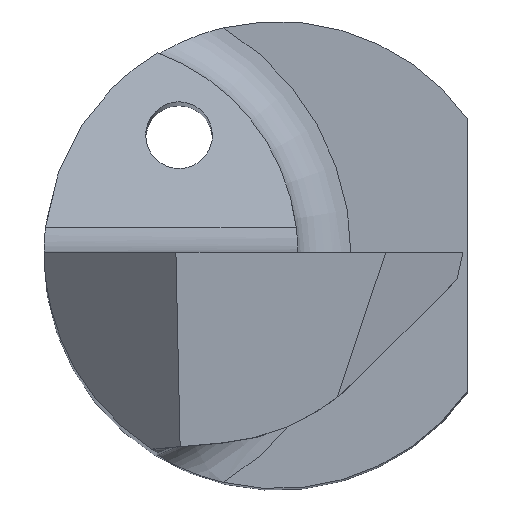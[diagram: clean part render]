
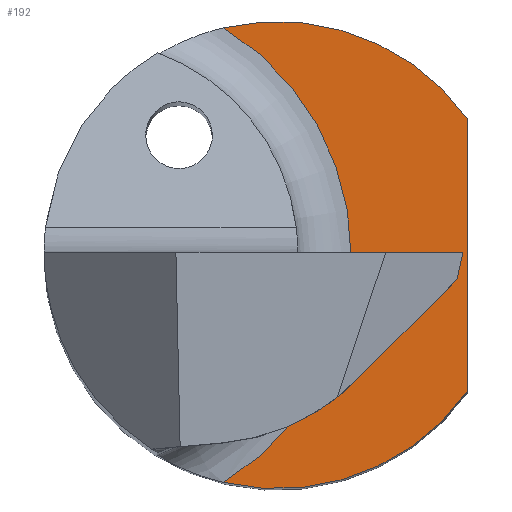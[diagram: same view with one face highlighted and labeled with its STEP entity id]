
A CAD part, top view. The second image highlights one B-rep face of the part: STEP entity #192.
In plain terms, the highlighted planar face has unit normal (0, 0, 1).
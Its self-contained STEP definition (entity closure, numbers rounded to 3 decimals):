
#14 = CARTESIAN_POINT ( 'NONE',  ( -2.891, 0., 14.75 ) ) ;
#32 = AXIS2_PLACEMENT_3D ( 'NONE', #108, #740, #896 ) ;
#35 = ORIENTED_EDGE ( 'NONE', *, *, #860, .T. ) ;
#52 = EDGE_CURVE ( 'NONE', #84, #663, #150, .T. ) ;
#79 = EDGE_CURVE ( 'NONE', #738, #902, #334, .T. ) ;
#84 = VERTEX_POINT ( 'NONE', #503 ) ;
#102 = ORIENTED_EDGE ( 'NONE', *, *, #52, .T. ) ;
#108 = CARTESIAN_POINT ( 'NONE',  ( 0., 0., 14.75 ) ) ;
#120 = FACE_OUTER_BOUND ( 'NONE', #666, .T. ) ;
#150 = LINE ( 'NONE', #351, #369 ) ;
#153 = CARTESIAN_POINT ( 'NONE',  ( -0.809, 3.405, 14.75 ) ) ;
#166 = CARTESIAN_POINT ( 'NONE',  ( 1.1, 0., 14.75 ) ) ;
#192 = ADVANCED_FACE ( 'NONE', ( #120 ), #335, .T. ) ;
#215 = AXIS2_PLACEMENT_3D ( 'NONE', #281, #289, #420 ) ;
#218 = DIRECTION ( 'NONE',  ( 1., 0., 0. ) ) ;
#227 = DIRECTION ( 'NONE',  ( 0., 0., -1. ) ) ;
#245 = ORIENTED_EDGE ( 'NONE', *, *, #845, .T. ) ;
#281 = CARTESIAN_POINT ( 'NONE',  ( 0., 0., 14.75 ) ) ;
#289 = DIRECTION ( 'NONE',  ( 0., 0., 1. ) ) ;
#311 = DIRECTION ( 'NONE',  ( 1., 0., 0. ) ) ;
#320 = VERTEX_POINT ( 'NONE', #346 ) ;
#330 = DIRECTION ( 'NONE',  ( 0., 0., 1. ) ) ;
#334 = CIRCLE ( 'NONE', #545, 3.991 ) ;
#335 = PLANE ( 'NONE',  #783 ) ;
#346 = CARTESIAN_POINT ( 'NONE',  ( -0.809, -3.405, 14.75 ) ) ;
#351 = CARTESIAN_POINT ( 'NONE',  ( 2.85, -0.5, 14.75 ) ) ;
#369 = VECTOR ( 'NONE', #431, 1000. ) ;
#389 = ORIENTED_EDGE ( 'NONE', *, *, #405, .T. ) ;
#405 = EDGE_CURVE ( 'NONE', #320, #84, #771, .T. ) ;
#420 = DIRECTION ( 'NONE',  ( 1., 0., 0. ) ) ;
#421 = CIRCLE ( 'NONE', #215, 3.5 ) ;
#431 = DIRECTION ( 'NONE',  ( 0., 1., 0. ) ) ;
#485 = CIRCLE ( 'NONE', #568, 3.991 ) ;
#503 = CARTESIAN_POINT ( 'NONE',  ( 2.85, -2.032, 14.75 ) ) ;
#545 = AXIS2_PLACEMENT_3D ( 'NONE', #14, #227, #218 ) ;
#568 = AXIS2_PLACEMENT_3D ( 'NONE', #787, #622, #697 ) ;
#599 = ORIENTED_EDGE ( 'NONE', *, *, #79, .T. ) ;
#617 = CARTESIAN_POINT ( 'NONE',  ( 2.85, 2.032, 14.75 ) ) ;
#622 = DIRECTION ( 'NONE',  ( 0., 0., -1. ) ) ;
#663 = VERTEX_POINT ( 'NONE', #617 ) ;
#666 = EDGE_LOOP ( 'NONE', ( #35, #599, #245, #389, #102 ) ) ;
#680 = CARTESIAN_POINT ( 'NONE',  ( 0., 0., 14.75 ) ) ;
#697 = DIRECTION ( 'NONE',  ( 1., 0., 0. ) ) ;
#738 = VERTEX_POINT ( 'NONE', #153 ) ;
#740 = DIRECTION ( 'NONE',  ( 0., 0., 1. ) ) ;
#771 = CIRCLE ( 'NONE', #32, 3.5 ) ;
#783 = AXIS2_PLACEMENT_3D ( 'NONE', #680, #330, #311 ) ;
#787 = CARTESIAN_POINT ( 'NONE',  ( -2.891, 0., 14.75 ) ) ;
#845 = EDGE_CURVE ( 'NONE', #902, #320, #485, .T. ) ;
#860 = EDGE_CURVE ( 'NONE', #663, #738, #421, .T. ) ;
#896 = DIRECTION ( 'NONE',  ( 1., 0., 0. ) ) ;
#902 = VERTEX_POINT ( 'NONE', #166 ) ;
